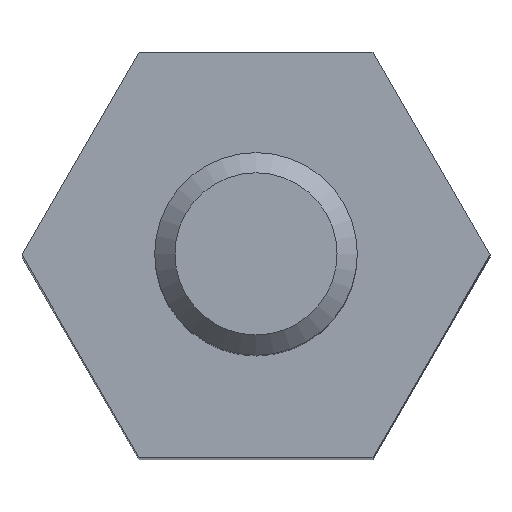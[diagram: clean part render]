
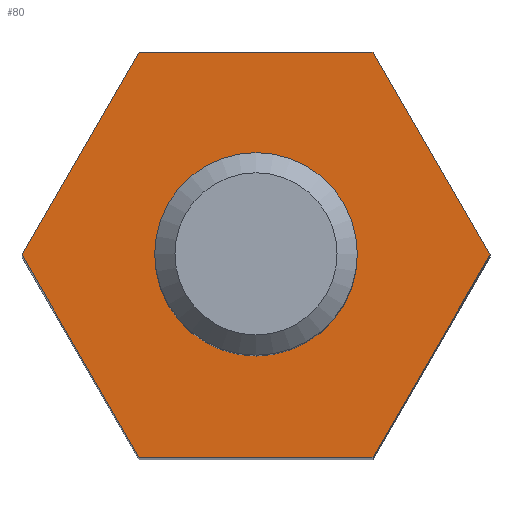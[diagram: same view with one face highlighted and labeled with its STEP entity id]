
A CAD part, top view. The second image highlights one B-rep face of the part: STEP entity #80.
In plain terms, the highlighted planar face has unit normal (0, 0, 1).
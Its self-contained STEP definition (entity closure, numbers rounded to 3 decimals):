
#80 = ADVANCED_FACE( '', ( #173, #174 ), #175, .T. );
#173 = FACE_BOUND( '', #271, .T. );
#174 = FACE_OUTER_BOUND( '', #272, .T. );
#175 = PLANE( '', #273 );
#271 = EDGE_LOOP( '', ( #414 ) );
#272 = EDGE_LOOP( '', ( #415, #416, #417, #418, #419, #420 ) );
#273 = AXIS2_PLACEMENT_3D( '', #421, #422, #423 );
#414 = ORIENTED_EDGE( '', *, *, #509, .T. );
#415 = ORIENTED_EDGE( '', *, *, #548, .T. );
#416 = ORIENTED_EDGE( '', *, *, #533, .T. );
#417 = ORIENTED_EDGE( '', *, *, #502, .T. );
#418 = ORIENTED_EDGE( '', *, *, #549, .T. );
#419 = ORIENTED_EDGE( '', *, *, #515, .T. );
#420 = ORIENTED_EDGE( '', *, *, #550, .T. );
#421 = CARTESIAN_POINT( '', ( 0., 0., 0. ) );
#422 = DIRECTION( '', ( 0., 0., 1. ) );
#423 = DIRECTION( '', ( 1., 0., 0. ) );
#502 = EDGE_CURVE( '', #568, #574, #576, .T. );
#509 = EDGE_CURVE( '', #587, #587, #588, .F. );
#515 = EDGE_CURVE( '', #591, #597, #599, .T. );
#533 = EDGE_CURVE( '', #621, #568, #624, .T. );
#548 = EDGE_CURVE( '', #644, #621, #645, .T. );
#549 = EDGE_CURVE( '', #574, #591, #646, .T. );
#550 = EDGE_CURVE( '', #597, #644, #647, .T. );
#568 = VERTEX_POINT( '', #666 );
#574 = VERTEX_POINT( '', #675 );
#576 = LINE( '', #678, #679 );
#587 = VERTEX_POINT( '', #692 );
#588 = CIRCLE( '', #693, 1.3 );
#591 = VERTEX_POINT( '', #696 );
#597 = VERTEX_POINT( '', #705 );
#599 = LINE( '', #708, #709 );
#621 = VERTEX_POINT( '', #731 );
#624 = LINE( '', #736, #737 );
#644 = VERTEX_POINT( '', #758 );
#645 = LINE( '', #759, #760 );
#646 = LINE( '', #761, #762 );
#647 = LINE( '', #763, #764 );
#666 = CARTESIAN_POINT( '', ( 3.464, 0., 0. ) );
#675 = CARTESIAN_POINT( '', ( 1.732, 3., 0. ) );
#678 = CARTESIAN_POINT( '', ( 3.464, 0., 0. ) );
#679 = VECTOR( '', #790, 1000. );
#692 = CARTESIAN_POINT( '', ( 1.3, 0., 0. ) );
#693 = AXIS2_PLACEMENT_3D( '', #799, #800, #801 );
#696 = CARTESIAN_POINT( '', ( -1.732, 3., 0. ) );
#705 = CARTESIAN_POINT( '', ( -3.464, 0., 0. ) );
#708 = CARTESIAN_POINT( '', ( -1.732, 3., 0. ) );
#709 = VECTOR( '', #806, 1000. );
#731 = CARTESIAN_POINT( '', ( 1.732, -3., 0. ) );
#736 = CARTESIAN_POINT( '', ( 1.732, -3., 0. ) );
#737 = VECTOR( '', #830, 1000. );
#758 = CARTESIAN_POINT( '', ( -1.732, -3., 0. ) );
#759 = CARTESIAN_POINT( '', ( -1.732, -3., 0. ) );
#760 = VECTOR( '', #856, 1000. );
#761 = CARTESIAN_POINT( '', ( 1.732, 3., 0. ) );
#762 = VECTOR( '', #857, 1000. );
#763 = CARTESIAN_POINT( '', ( -3.464, 0., 0. ) );
#764 = VECTOR( '', #858, 1000. );
#790 = DIRECTION( '', ( -0.5, 0.866, 0. ) );
#799 = CARTESIAN_POINT( '', ( 0., 0., 0. ) );
#800 = DIRECTION( '', ( 0., 0., 1. ) );
#801 = DIRECTION( '', ( 1., 0., 0. ) );
#806 = DIRECTION( '', ( -0.5, -0.866, 0. ) );
#830 = DIRECTION( '', ( 0.5, 0.866, 0. ) );
#856 = DIRECTION( '', ( 1., 0., 0. ) );
#857 = DIRECTION( '', ( -1., 0., 0. ) );
#858 = DIRECTION( '', ( 0.5, -0.866, 0. ) );
